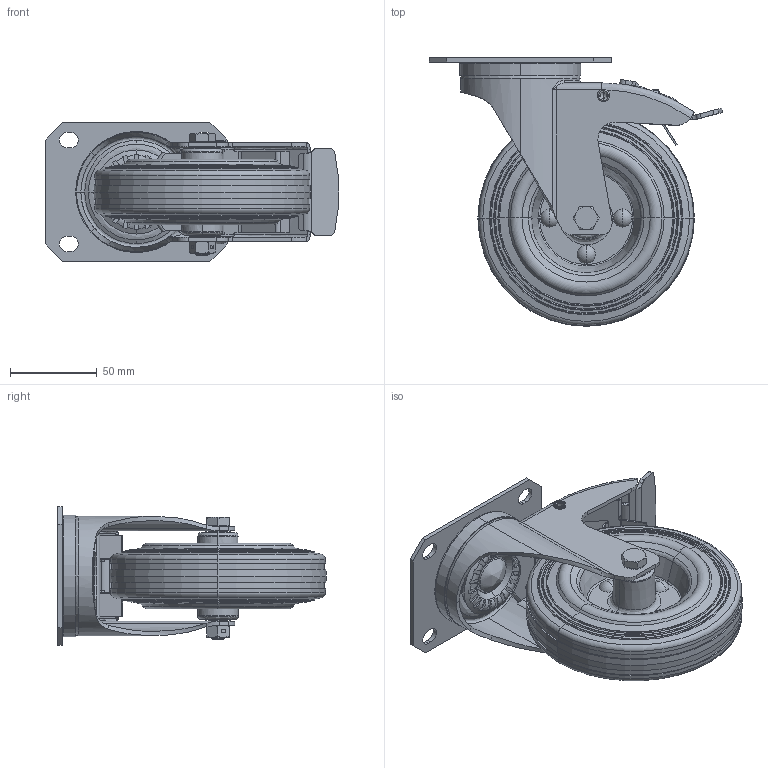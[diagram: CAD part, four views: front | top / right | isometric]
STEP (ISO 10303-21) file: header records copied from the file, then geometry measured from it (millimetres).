
FILE_DESCRIPTION (( 'STEP AP214' ), '1' );
FILE_NAME ('0029353_L-IS-SGS-125-R-3-DSN-grau.STEP', '2016-10-13T12:42:35', ( '' ), ( '' ), 'SwSTEP 2.0', 'SolidWorks 2016', '' );
FILE_SCHEMA (( 'AUTOMOTIVE_DESIGN' ));
Length unit declared in the file: millimetre
Products named in the file (1): 0029353_L-IS-SGS-125-R-3-DSN-grau
Bounding box: 169.27 x 155 x 80 mm (x, y, z)
Surface area: 135981.5 mm2 (no closed solid volume)
Topology: 0 solids, 26 shells, 1211 faces, 3202 edges, 2017 vertices
Faces by surface type: plane 542, cylinder 271, bspline 208, cone 126, torus 64
Entity records: 61884 total; most frequent: CARTESIAN_POINT 19527, ORIENTED_EDGE 6266, DIRECTION 5827, EDGE_CURVE 3172, AXIS2_PLACEMENT_3D 2107, VERTEX_POINT 2017, VECTOR 1613, LINE 1613
